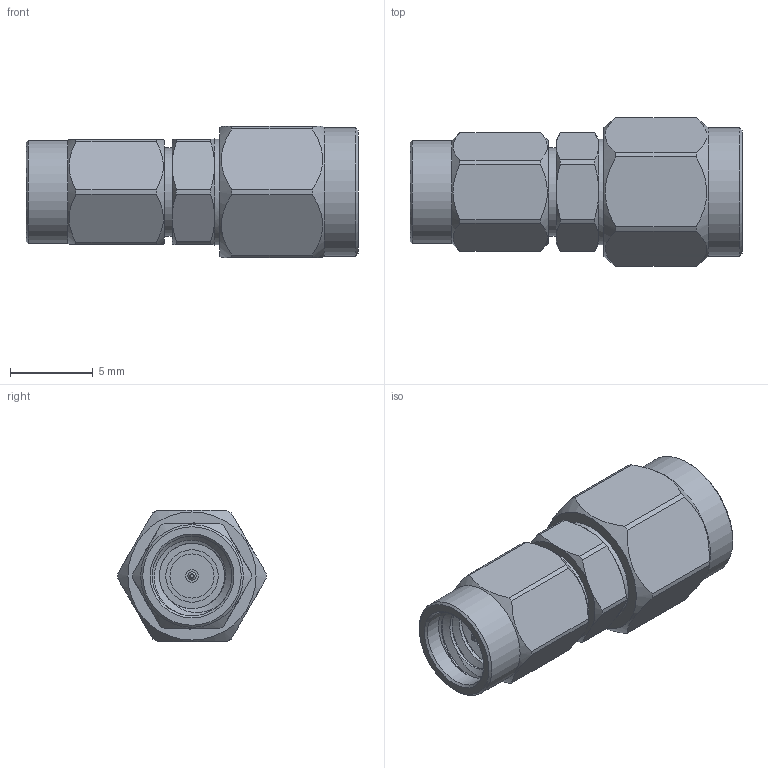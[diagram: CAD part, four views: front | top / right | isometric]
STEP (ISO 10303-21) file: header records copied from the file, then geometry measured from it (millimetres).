
FILE_DESCRIPTION (( 'STEP AP203' ), '1' );
FILE_NAME ('PE9187_3D.step', '2021-07-22T16:13:06', ( '' ), ( '' ), 'SwSTEP 2.0', 'SolidWorks 2021', '' );
FILE_SCHEMA (( 'CONFIG_CONTROL_DESIGN' ));
Length unit declared in the file: inch
Products named in the file (1): PE9187_3D
Bounding box: 20.11 x 8.99 x 7.94 mm (x, y, z)
Volume: 650.9 mm3; surface area: 883.4 mm2
Topology: 1 solids, 1 shells, 104 faces, 280 edges, 190 vertices
Faces by surface type: cylinder 40, plane 39, cone 18, bspline 7
Full cylindrical faces by diameter (mm): 0.508 x1, 0.762 x1, 0.94 x1, 1.194 x1, 2.667 x1, 3.175 x1, 4.445 x1, 4.826 x4, 5.334 x1, 6.222 x1, 6.35 x6, 6.41 x1, 7.762 x1
Entity records: 5706 total; most frequent: CARTESIAN_POINT 3499, ORIENTED_EDGE 456, DIRECTION 394, EDGE_CURVE 228, AXIS2_PLACEMENT_3D 173, VERTEX_POINT 172, EDGE_LOOP 132, FACE_OUTER_BOUND 109
